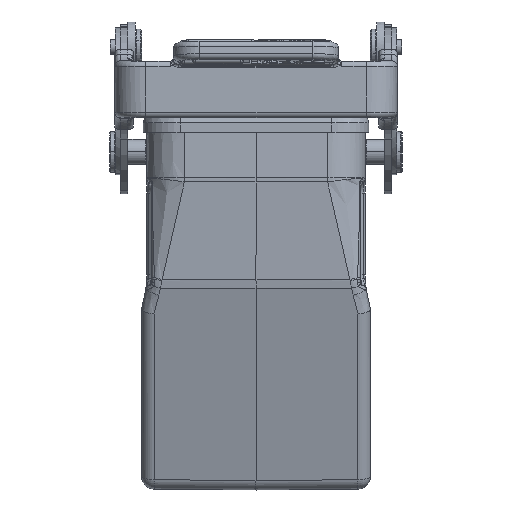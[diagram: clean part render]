
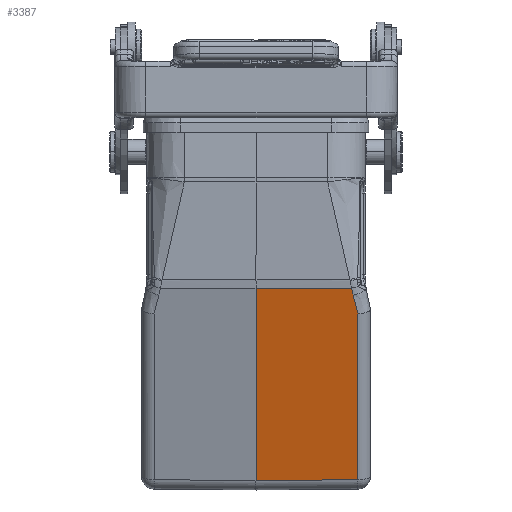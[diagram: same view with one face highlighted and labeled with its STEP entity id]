
A CAD part, left-side view. The second image highlights one B-rep face of the part: STEP entity #3387.
In plain terms, the highlighted planar face has unit normal (-0.966, -0.009, -0.259).
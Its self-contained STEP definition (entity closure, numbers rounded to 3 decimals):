
#2268=PLANE('',#34570);
#3387=ADVANCED_FACE('',(#5814),#2268,.F.);
#5814=FACE_OUTER_BOUND('',#7692,.T.);
#7692=EDGE_LOOP('',(#16020,#16021,#16022,#16023,#16024,#16025));
#9818=LINE('',#50086,#12139);
#9819=LINE('',#50088,#12140);
#9820=LINE('',#50117,#12141);
#9821=LINE('',#50119,#12142);
#12139=VECTOR('',#38621,1.);
#12140=VECTOR('',#38624,1.);
#12141=VECTOR('',#38625,1.);
#12142=VECTOR('',#38626,1.);
#16020=ORIENTED_EDGE('',*,*,#28503,.F.);
#16021=ORIENTED_EDGE('',*,*,#28504,.T.);
#16022=ORIENTED_EDGE('',*,*,#28505,.F.);
#16023=ORIENTED_EDGE('',*,*,#28506,.T.);
#16024=ORIENTED_EDGE('',*,*,#28507,.F.);
#16025=ORIENTED_EDGE('',*,*,#28508,.T.);
#24910=VERTEX_POINT('',#50083);
#24911=VERTEX_POINT('',#50085);
#24912=VERTEX_POINT('',#50089);
#24913=VERTEX_POINT('',#50109);
#24914=VERTEX_POINT('',#50116);
#24915=VERTEX_POINT('',#50118);
#28503=EDGE_CURVE('',#24911,#24910,#9818,.T.);
#28504=EDGE_CURVE('',#24911,#24912,#9819,.T.);
#28505=EDGE_CURVE('',#24913,#24912,#32718,.T.);
#28506=EDGE_CURVE('',#24913,#24914,#32719,.T.);
#28507=EDGE_CURVE('',#24915,#24914,#9820,.T.);
#28508=EDGE_CURVE('',#24915,#24910,#9821,.T.);
#32718=B_SPLINE_CURVE_WITH_KNOTS('',3,(#50090,#50091,#50092,#50093,#50094,
#50095,#50096,#50097,#50098,#50099,#50100,#50101,#50102,#50103,#50104,#50105,
#50106,#50107,#50108),.UNSPECIFIED.,.F.,.F.,(4,2,2,1,2,2,2,2,2,4),(0.,0.25,
0.375,0.438,0.469,0.5,
0.563,0.625,0.75,1.),.UNSPECIFIED.);
#32719=B_SPLINE_CURVE_WITH_KNOTS('',3,(#50110,#50111,#50112,#50113,#50114,
#50115),.UNSPECIFIED.,.F.,.F.,(4,1,1,4),(0.,0.333,0.667,
1.),.UNSPECIFIED.);
#34570=AXIS2_PLACEMENT_3D('',#50120,#38627,#38628);
#38621=DIRECTION('',(-0.007,1.,-0.009));
#38624=DIRECTION('',(-0.259,0.,0.966));
#38625=DIRECTION('',(0.009,-1.,0.002));
#38626=DIRECTION('',(0.259,0.,-0.966));
#38627=DIRECTION('',(0.966,0.009,0.259));
#38628=DIRECTION('',(-0.259,0.,0.966));
#50083=CARTESIAN_POINT('',(-24.451,0.,-70.147));
#50085=CARTESIAN_POINT('',(-24.317,-20.022,-69.972));
#50086=CARTESIAN_POINT('',(-24.317,-20.022,-69.972));
#50088=CARTESIAN_POINT('',(-24.317,-20.022,-69.972));
#50089=CARTESIAN_POINT('',(-33.046,-20.022,-37.395));
#50090=CARTESIAN_POINT('',(-34.05,-19.115,-33.678));
#50091=CARTESIAN_POINT('',(-33.972,-19.204,-33.966));
#50092=CARTESIAN_POINT('',(-33.893,-19.289,-34.26));
#50093=CARTESIAN_POINT('',(-33.771,-19.413,-34.71));
#50094=CARTESIAN_POINT('',(-33.73,-19.454,-34.862));
#50095=CARTESIAN_POINT('',(-33.668,-19.513,-35.091));
#50096=CARTESIAN_POINT('',(-33.637,-19.543,-35.206));
#50097=CARTESIAN_POINT('',(-33.605,-19.572,-35.323));
#50098=CARTESIAN_POINT('',(-33.584,-19.591,-35.4));
#50099=CARTESIAN_POINT('',(-33.566,-19.608,-35.467));
#50100=CARTESIAN_POINT('',(-33.557,-19.616,-35.501));
#50101=CARTESIAN_POINT('',(-33.545,-19.627,-35.547));
#50102=CARTESIAN_POINT('',(-33.507,-19.66,-35.687));
#50103=CARTESIAN_POINT('',(-33.474,-19.688,-35.811));
#50104=CARTESIAN_POINT('',(-33.403,-19.747,-36.073));
#50105=CARTESIAN_POINT('',(-33.357,-19.784,-36.244));
#50106=CARTESIAN_POINT('',(-33.214,-19.898,-36.773));
#50107=CARTESIAN_POINT('',(-33.116,-19.973,-37.135));
#50108=CARTESIAN_POINT('',(-33.046,-20.022,-37.395));
#50109=CARTESIAN_POINT('',(-34.05,-19.115,-33.678));
#50110=CARTESIAN_POINT('',(-34.05,-19.115,-33.678));
#50111=CARTESIAN_POINT('',(-34.093,-19.067,-33.521));
#50112=CARTESIAN_POINT('',(-34.177,-18.984,-33.21));
#50113=CARTESIAN_POINT('',(-34.304,-18.873,-32.74));
#50114=CARTESIAN_POINT('',(-34.381,-18.804,-32.454));
#50115=CARTESIAN_POINT('',(-34.418,-18.767,-32.316));
#50116=CARTESIAN_POINT('',(-34.418,-18.767,-32.316));
#50117=CARTESIAN_POINT('',(-34.58,0.,-32.345));
#50118=CARTESIAN_POINT('',(-34.58,0.,-32.345));
#50119=CARTESIAN_POINT('',(-34.58,0.,-32.345));
#50120=CARTESIAN_POINT('',(-29.431,-10.011,-51.223));
